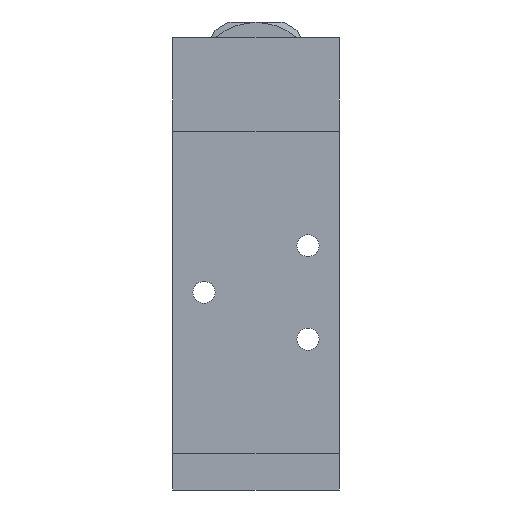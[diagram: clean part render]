
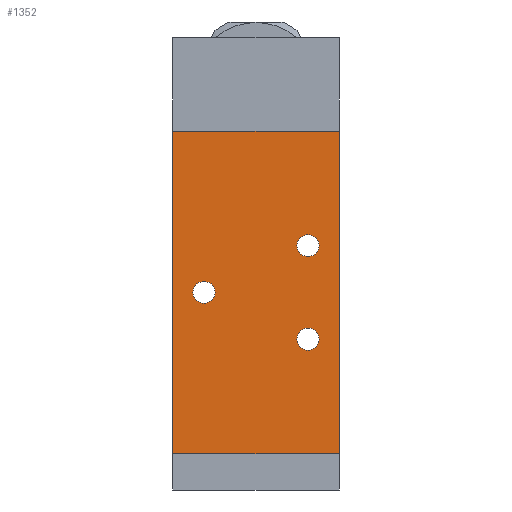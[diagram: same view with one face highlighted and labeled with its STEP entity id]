
A CAD part, front view. The second image highlights one B-rep face of the part: STEP entity #1352.
In plain terms, the highlighted planar face has unit normal (0, -1, 0).
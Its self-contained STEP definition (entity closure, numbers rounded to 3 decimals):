
#396=CARTESIAN_POINT('',(-7.875,-9.,0.));
#397=VERTEX_POINT('',#396);
#398=CARTESIAN_POINT('',(-10.,-9.,0.0));
#399=DIRECTION('',(0.0,1.0,0.0));
#400=DIRECTION('',(-1.0,0.0,0.0));
#401=AXIS2_PLACEMENT_3D('',#398,#399,#400);
#402=CIRCLE('',#401,2.125);
#403=EDGE_CURVE('',#397,#397,#402,.T.);
#424=CARTESIAN_POINT('',(12.125,-9.,-9.0));
#425=VERTEX_POINT('',#424);
#426=CARTESIAN_POINT('',(10.,-9.,-9.0));
#427=DIRECTION('',(0.0,1.0,0.0));
#428=DIRECTION('',(-1.0,0.0,0.0));
#429=AXIS2_PLACEMENT_3D('',#426,#427,#428);
#430=CIRCLE('',#429,2.125);
#431=EDGE_CURVE('',#425,#425,#430,.T.);
#452=CARTESIAN_POINT('',(12.125,-9.,9.0));
#453=VERTEX_POINT('',#452);
#454=CARTESIAN_POINT('',(10.,-9.,9.0));
#455=DIRECTION('',(0.0,1.0,0.0));
#456=DIRECTION('',(-1.0,0.0,0.0));
#457=AXIS2_PLACEMENT_3D('',#454,#455,#456);
#458=CIRCLE('',#457,2.125);
#459=EDGE_CURVE('',#453,#453,#458,.T.);
#1241=CARTESIAN_POINT('',(-16.0,-9.0,-31.0));
#1242=VERTEX_POINT('',#1241);
#1257=CARTESIAN_POINT('',(16.0,-9.,-31.0));
#1258=VERTEX_POINT('',#1257);
#1265=CARTESIAN_POINT('',(-16.0,-9.0,-31.0));
#1266=DIRECTION('',(1.0,0.0,0.0));
#1267=VECTOR('',#1266,32.0);
#1268=LINE('',#1265,#1267);
#1269=EDGE_CURVE('',#1242,#1258,#1268,.T.);
#1287=CARTESIAN_POINT('',(16.0,-9.,31.0));
#1288=VERTEX_POINT('',#1287);
#1295=CARTESIAN_POINT('',(16.0,-9.,31.0));
#1296=DIRECTION('',(0.0,0.0,-1.0));
#1297=VECTOR('',#1296,62.0);
#1298=LINE('',#1295,#1297);
#1299=EDGE_CURVE('',#1288,#1258,#1298,.T.);
#1320=CARTESIAN_POINT('',(16.0,-9.,0.0));
#1321=DIRECTION('',(0.0,-1.0,0.0));
#1322=DIRECTION('',(0.0,0.0,-1.0));
#1323=AXIS2_PLACEMENT_3D('',#1320,#1321,#1322);
#1324=PLANE('',#1323);
#1325=CARTESIAN_POINT('',(-16.0,-9.0,31.0));
#1326=VERTEX_POINT('',#1325);
#1327=CARTESIAN_POINT('',(16.0,-9.,31.0));
#1328=DIRECTION('',(-1.0,0.0,0.0));
#1329=VECTOR('',#1328,32.0);
#1330=LINE('',#1327,#1329);
#1331=EDGE_CURVE('',#1288,#1326,#1330,.T.);
#1332=ORIENTED_EDGE('',*,*,#1331,.T.);
#1333=CARTESIAN_POINT('',(-16.0,-9.0,31.0));
#1334=DIRECTION('',(0.0,0.0,-1.0));
#1335=VECTOR('',#1334,62.0);
#1336=LINE('',#1333,#1335);
#1337=EDGE_CURVE('',#1326,#1242,#1336,.T.);
#1338=ORIENTED_EDGE('',*,*,#1337,.T.);
#1339=ORIENTED_EDGE('',*,*,#1269,.T.);
#1340=ORIENTED_EDGE('',*,*,#1299,.F.);
#1341=EDGE_LOOP('',(#1332,#1338,#1339,#1340));
#1342=FACE_OUTER_BOUND('',#1341,.T.);
#1343=ORIENTED_EDGE('',*,*,#403,.T.);
#1344=EDGE_LOOP('',(#1343));
#1345=FACE_BOUND('',#1344,.T.);
#1346=ORIENTED_EDGE('',*,*,#431,.T.);
#1347=EDGE_LOOP('',(#1346));
#1348=FACE_BOUND('',#1347,.T.);
#1349=ORIENTED_EDGE('',*,*,#459,.T.);
#1350=EDGE_LOOP('',(#1349));
#1351=FACE_BOUND('',#1350,.T.);
#1352=ADVANCED_FACE('',(#1342,#1345,#1348,#1351),#1324,.T.);
